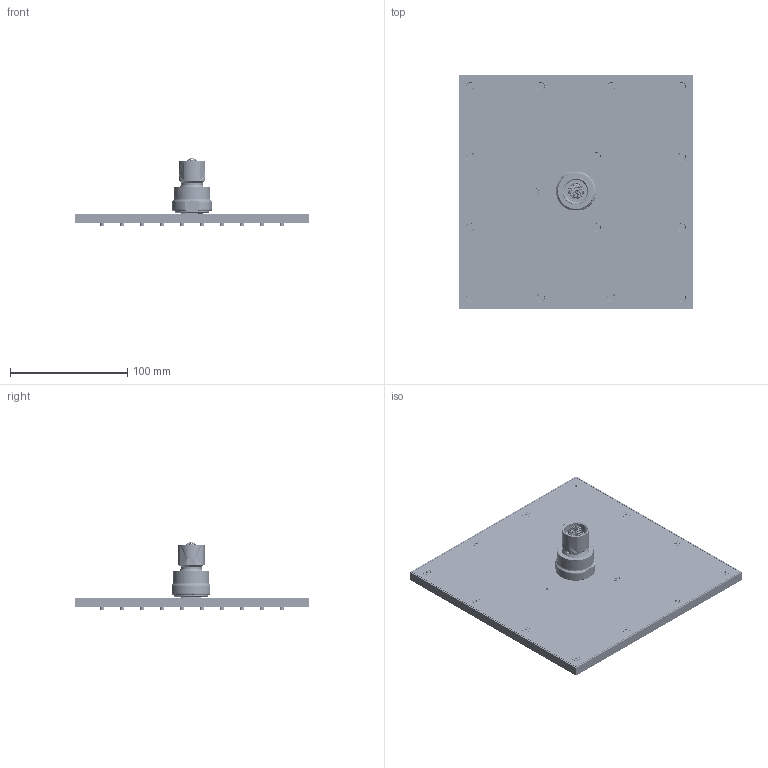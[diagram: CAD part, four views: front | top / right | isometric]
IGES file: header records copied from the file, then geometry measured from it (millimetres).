
Global section: file name: 8f2ee466-5152-466e-86c5-d2f92ccbc725; native system: unknown; preprocessor: unknown; author: unknown; organization: unknown; date: 20200630.084227; units: millimetre
Bounding box: 200 x 200 x 57.7 mm (x, y, z)
Volume: 188697.5 mm3; surface area: 278979.5 mm2
Topology: 41 solids, 41 shells, 3616 faces, 11899 edges, 7702 vertices
Faces by surface type: bspline 3616
